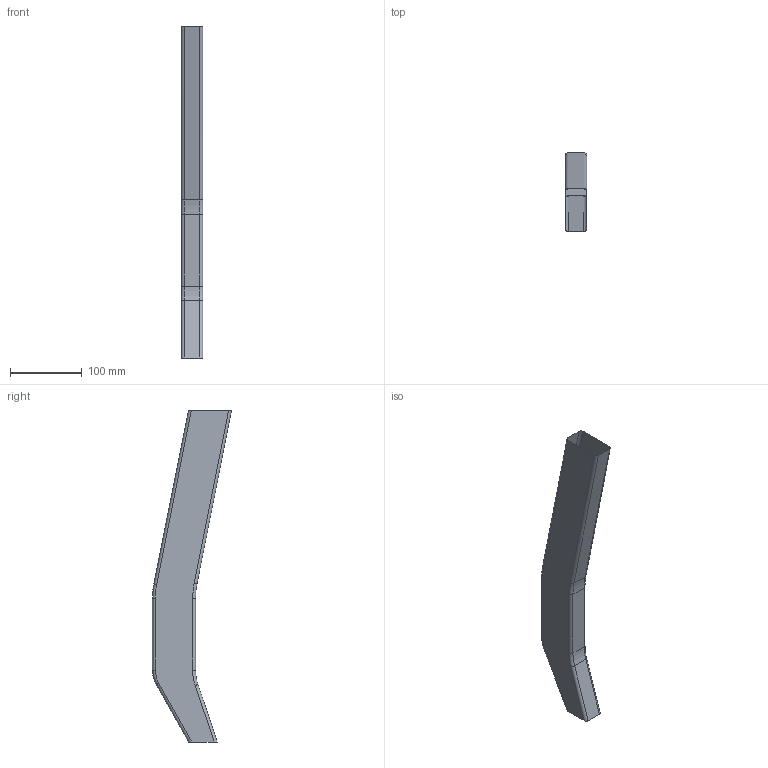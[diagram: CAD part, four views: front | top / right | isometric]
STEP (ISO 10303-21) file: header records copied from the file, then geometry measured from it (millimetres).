
FILE_DESCRIPTION (( 'STEP AP203' ), '1' );
FILE_NAME ('s-shape_beam.STEP', '2020-04-12T08:15:31', ( '' ), ( '' ), 'SwSTEP 2.0', 'SolidWorks 2018', '' );
FILE_SCHEMA (( 'CONFIG_CONTROL_DESIGN' ));
Length unit declared in the file: millimetre
Products named in the file (1): s-shape_beam
Bounding box: 30 x 110 x 462 mm (x, y, z)
Surface area: 80107.3 mm2 (no closed solid volume)
Topology: 0 solids, 1 shells, 33 faces, 80 edges, 48 vertices
Faces by surface type: cylinder 16, plane 9, torus 8
Entity records: 1029 total; most frequent: CARTESIAN_POINT 186, DIRECTION 172, ORIENTED_EDGE 152, EDGE_CURVE 80, AXIS2_PLACEMENT_3D 66, VERTEX_POINT 48, VECTOR 40, LINE 40
